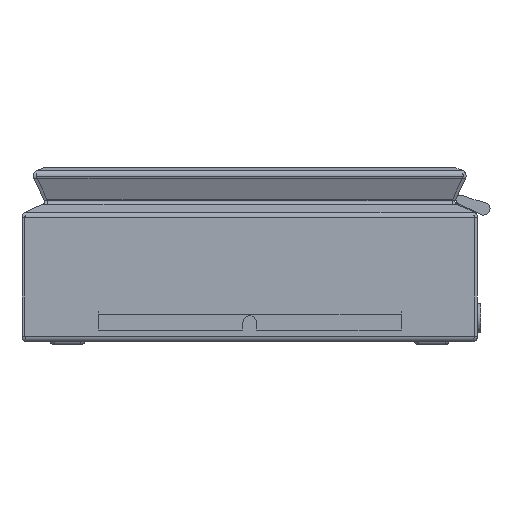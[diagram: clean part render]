
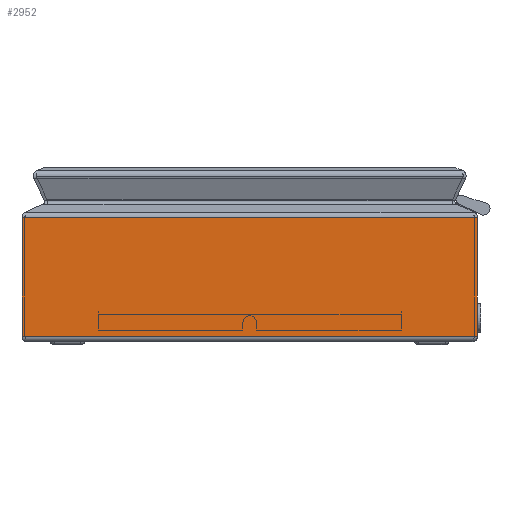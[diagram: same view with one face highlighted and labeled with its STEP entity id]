
A CAD part, front view. The second image highlights one B-rep face of the part: STEP entity #2952.
In plain terms, the highlighted planar face has unit normal (0, -1, 0).
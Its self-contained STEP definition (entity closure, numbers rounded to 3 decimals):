
#2588 = EDGE_CURVE('',#2589,#2591,#2593,.T.);
#2589 = VERTEX_POINT('',#2590);
#2590 = CARTESIAN_POINT('',(100.,0.,14.681));
#2591 = VERTEX_POINT('',#2592);
#2592 = CARTESIAN_POINT('',(100.,0.,-37.5));
#2593 = LINE('',#2594,#2595);
#2594 = CARTESIAN_POINT('',(100.,0.,36.75));
#2595 = VECTOR('',#2596,1.);
#2596 = DIRECTION('',(0.,0.,-1.));
#2631 = VERTEX_POINT('',#2632);
#2632 = CARTESIAN_POINT('',(-100.,0.,-37.5));
#2638 = EDGE_CURVE('',#2639,#2631,#2641,.T.);
#2639 = VERTEX_POINT('',#2640);
#2640 = CARTESIAN_POINT('',(-100.,0.,14.681));
#2641 = LINE('',#2642,#2643);
#2642 = CARTESIAN_POINT('',(-100.,0.,36.75));
#2643 = VECTOR('',#2644,1.);
#2644 = DIRECTION('',(0.,0.,-1.));
#2952 = ADVANCED_FACE('',(#2953),#2969,.F.);
#2953 = FACE_BOUND('',#2954,.T.);
#2954 = EDGE_LOOP('',(#2955,#2956,#2962,#2963));
#2955 = ORIENTED_EDGE('',*,*,#2638,.T.);
#2956 = ORIENTED_EDGE('',*,*,#2957,.F.);
#2957 = EDGE_CURVE('',#2591,#2631,#2958,.T.);
#2958 = LINE('',#2959,#2960);
#2959 = CARTESIAN_POINT('',(100.,0.,-37.5));
#2960 = VECTOR('',#2961,1.);
#2961 = DIRECTION('',(-1.,0.,0.));
#2962 = ORIENTED_EDGE('',*,*,#2588,.F.);
#2963 = ORIENTED_EDGE('',*,*,#2964,.T.);
#2964 = EDGE_CURVE('',#2589,#2639,#2965,.T.);
#2965 = LINE('',#2966,#2967);
#2966 = CARTESIAN_POINT('',(100.,0.,14.681));
#2967 = VECTOR('',#2968,1.);
#2968 = DIRECTION('',(-1.,0.,0.));
#2969 = PLANE('',#2970);
#2970 = AXIS2_PLACEMENT_3D('',#2971,#2972,#2973);
#2971 = CARTESIAN_POINT('',(100.,0.,36.75));
#2972 = DIRECTION('',(0.,1.,0.));
#2973 = DIRECTION('',(0.,-0.,1.));
